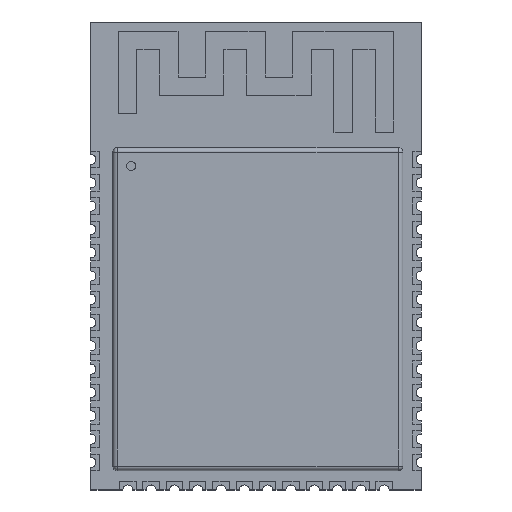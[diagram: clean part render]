
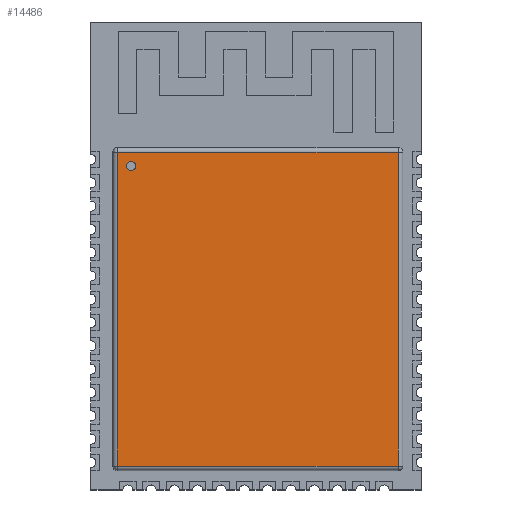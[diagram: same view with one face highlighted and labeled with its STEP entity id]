
A CAD part, top view. The second image highlights one B-rep face of the part: STEP entity #14486.
In plain terms, the highlighted planar face has unit normal (0, 0, 1).
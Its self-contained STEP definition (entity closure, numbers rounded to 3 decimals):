
#14310 = VERTEX_POINT('',#14311);
#14311 = CARTESIAN_POINT('',(-7.55,5.65,3.1));
#14318 = EDGE_CURVE('',#14310,#14319,#14321,.T.);
#14319 = VERTEX_POINT('',#14320);
#14320 = CARTESIAN_POINT('',(7.75,5.65,3.1));
#14321 = LINE('',#14322,#14323);
#14322 = CARTESIAN_POINT('',(-7.8,5.65,3.1));
#14323 = VECTOR('',#14324,1.);
#14324 = DIRECTION('',(1.,0.,0.));
#14486 = ADVANCED_FACE('',(#14487,#14512),#14523,.T.);
#14487 = FACE_BOUND('',#14488,.T.);
#14488 = EDGE_LOOP('',(#14489,#14499,#14505,#14506));
#14489 = ORIENTED_EDGE('',*,*,#14490,.F.);
#14490 = EDGE_CURVE('',#14491,#14493,#14495,.T.);
#14491 = VERTEX_POINT('',#14492);
#14492 = CARTESIAN_POINT('',(7.75,-11.45,3.1));
#14493 = VERTEX_POINT('',#14494);
#14494 = CARTESIAN_POINT('',(-7.55,-11.45,3.1));
#14495 = LINE('',#14496,#14497);
#14496 = CARTESIAN_POINT('',(8.,-11.45,3.1));
#14497 = VECTOR('',#14498,1.);
#14498 = DIRECTION('',(-1.,0.,0.));
#14499 = ORIENTED_EDGE('',*,*,#14500,.F.);
#14500 = EDGE_CURVE('',#14319,#14491,#14501,.T.);
#14501 = LINE('',#14502,#14503);
#14502 = CARTESIAN_POINT('',(7.75,5.9,3.1));
#14503 = VECTOR('',#14504,1.);
#14504 = DIRECTION('',(0.,-1.,0.));
#14505 = ORIENTED_EDGE('',*,*,#14318,.F.);
#14506 = ORIENTED_EDGE('',*,*,#14507,.F.);
#14507 = EDGE_CURVE('',#14493,#14310,#14508,.T.);
#14508 = LINE('',#14509,#14510);
#14509 = CARTESIAN_POINT('',(-7.55,-11.7,3.1));
#14510 = VECTOR('',#14511,1.);
#14511 = DIRECTION('',(0.,1.,0.));
#14512 = FACE_BOUND('',#14513,.T.);
#14513 = EDGE_LOOP('',(#14514));
#14514 = ORIENTED_EDGE('',*,*,#14515,.F.);
#14515 = EDGE_CURVE('',#14516,#14516,#14518,.T.);
#14516 = VERTEX_POINT('',#14517);
#14517 = CARTESIAN_POINT('',(-6.55,4.9,3.1));
#14518 = CIRCLE('',#14519,0.25);
#14519 = AXIS2_PLACEMENT_3D('',#14520,#14521,#14522);
#14520 = CARTESIAN_POINT('',(-6.8,4.9,3.1));
#14521 = DIRECTION('',(0.,0.,1.));
#14522 = DIRECTION('',(1.,0.,0.));
#14523 = PLANE('',#14524);
#14524 = AXIS2_PLACEMENT_3D('',#14525,#14526,#14527);
#14525 = CARTESIAN_POINT('',(0.1,-2.9,3.1));
#14526 = DIRECTION('',(0.,0.,1.));
#14527 = DIRECTION('',(1.,0.,0.));
